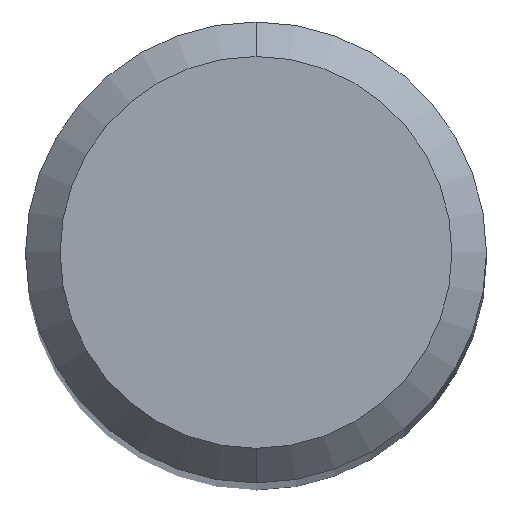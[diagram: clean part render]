
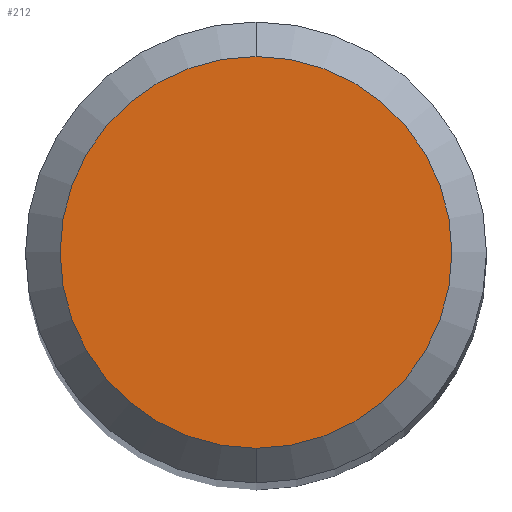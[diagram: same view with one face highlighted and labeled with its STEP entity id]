
A CAD part, top view. The second image highlights one B-rep face of the part: STEP entity #212.
In plain terms, the highlighted planar face has unit normal (0, 0, 1).
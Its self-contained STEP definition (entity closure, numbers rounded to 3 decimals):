
#102=VERTEX_POINT('',#246);
#138=EDGE_CURVE('',#208,#102,#286,.T.);
#206=EDGE_CURVE('',#102,#208,#362,.T.);
#208=VERTEX_POINT('',#364);
#212=ADVANCED_FACE('',(#368),#369,.T.);
#246=CARTESIAN_POINT('',(0.,-1.7,0.0));
#286=CIRCLE('',#450,1.7);
#362=CIRCLE('',#546,1.7);
#364=CARTESIAN_POINT('',(0.0,1.7,0.0));
#368=FACE_OUTER_BOUND('',#553,.T.);
#369=PLANE('',#554);
#450=AXIS2_PLACEMENT_3D('',#624,#625,#626);
#546=AXIS2_PLACEMENT_3D('',#722,#723,#724);
#553=EDGE_LOOP('',(#729,#730));
#554=AXIS2_PLACEMENT_3D('',#731,#732,#733);
#624=CARTESIAN_POINT('',(0.0,0.0,0.0));
#625=DIRECTION('',(0.0,0.0,-1.0));
#626=DIRECTION('',(0.0,1.0,0.0));
#722=CARTESIAN_POINT('',(0.0,0.0,0.0));
#723=DIRECTION('',(0.0,0.0,-1.0));
#724=DIRECTION('',(0.0,1.0,0.0));
#729=ORIENTED_EDGE('',*,*,#138,.F.);
#730=ORIENTED_EDGE('',*,*,#206,.F.);
#731=CARTESIAN_POINT('',(0.0,0.85,0.0));
#732=DIRECTION('',(-0.0,0.0,1.0));
#733=DIRECTION('',(0.0,-1.0,0.0));
